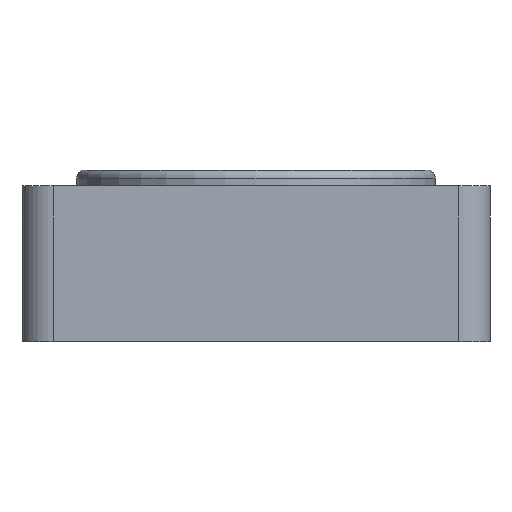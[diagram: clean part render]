
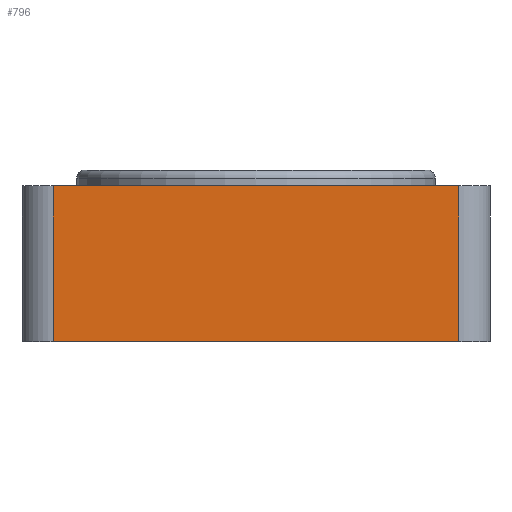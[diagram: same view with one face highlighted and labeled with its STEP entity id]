
A CAD part, front view. The second image highlights one B-rep face of the part: STEP entity #796.
In plain terms, the highlighted planar face has unit normal (0, -1, 0).
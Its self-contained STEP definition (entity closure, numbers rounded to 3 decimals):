
#796 = ADVANCED_FACE ( 'NONE', ( #9535 ), #7511, .F. ) ;
#885 = DIRECTION ( 'NONE',  ( 0., 0., -1. ) ) ;
#1226 = LINE ( 'NONE', #8401, #5400 ) ;
#1330 = ORIENTED_EDGE ( 'NONE', *, *, #11776, .T. ) ;
#1927 = ORIENTED_EDGE ( 'NONE', *, *, #5421, .T. ) ;
#2553 = VERTEX_POINT ( 'NONE', #10995 ) ;
#2573 = AXIS2_PLACEMENT_3D ( 'NONE', #9511, #3763, #2831 ) ;
#2706 = VERTEX_POINT ( 'NONE', #8625 ) ;
#2831 = DIRECTION ( 'NONE',  ( 0., 0., 1. ) ) ;
#2856 = LINE ( 'NONE', #4071, #10178 ) ;
#2995 = CARTESIAN_POINT ( 'NONE',  ( 15., -80., 0. ) ) ;
#3066 = VECTOR ( 'NONE', #4818, 1000. ) ;
#3395 = VECTOR ( 'NONE', #885, 1000. ) ;
#3406 = EDGE_CURVE ( 'NONE', #2706, #11828, #1226, .T. ) ;
#3763 = DIRECTION ( 'NONE',  ( 0., 1., 0. ) ) ;
#4071 = CARTESIAN_POINT ( 'NONE',  ( 13., -80., 10. ) ) ;
#4435 = ORIENTED_EDGE ( 'NONE', *, *, #7025, .T. ) ;
#4818 = DIRECTION ( 'NONE',  ( 1., 0., 0. ) ) ;
#5400 = VECTOR ( 'NONE', #10387, 1000. ) ;
#5421 = EDGE_CURVE ( 'NONE', #2706, #2553, #9963, .T. ) ;
#6310 = CARTESIAN_POINT ( 'NONE',  ( 13., -80., 0. ) ) ;
#7025 = EDGE_CURVE ( 'NONE', #2553, #11954, #9315, .T. ) ;
#7511 = PLANE ( 'NONE',  #2573 ) ;
#8401 = CARTESIAN_POINT ( 'NONE',  ( 15., -80., 10. ) ) ;
#8625 = CARTESIAN_POINT ( 'NONE',  ( -13., -80., 10. ) ) ;
#9315 = LINE ( 'NONE', #2995, #3066 ) ;
#9511 = CARTESIAN_POINT ( 'NONE',  ( 15., -80., 10. ) ) ;
#9535 = FACE_OUTER_BOUND ( 'NONE', #11549, .T. ) ;
#9908 = CARTESIAN_POINT ( 'NONE',  ( 13., -80., 10. ) ) ;
#9963 = LINE ( 'NONE', #11552, #3395 ) ;
#10053 = ORIENTED_EDGE ( 'NONE', *, *, #3406, .F. ) ;
#10178 = VECTOR ( 'NONE', #11672, 1000. ) ;
#10387 = DIRECTION ( 'NONE',  ( 1., 0., 0. ) ) ;
#10995 = CARTESIAN_POINT ( 'NONE',  ( -13., -80., 0. ) ) ;
#11549 = EDGE_LOOP ( 'NONE', ( #4435, #1330, #10053, #1927 ) ) ;
#11552 = CARTESIAN_POINT ( 'NONE',  ( -13., -80., 10. ) ) ;
#11672 = DIRECTION ( 'NONE',  ( 0., 0., 1. ) ) ;
#11776 = EDGE_CURVE ( 'NONE', #11954, #11828, #2856, .T. ) ;
#11828 = VERTEX_POINT ( 'NONE', #9908 ) ;
#11954 = VERTEX_POINT ( 'NONE', #6310 ) ;
